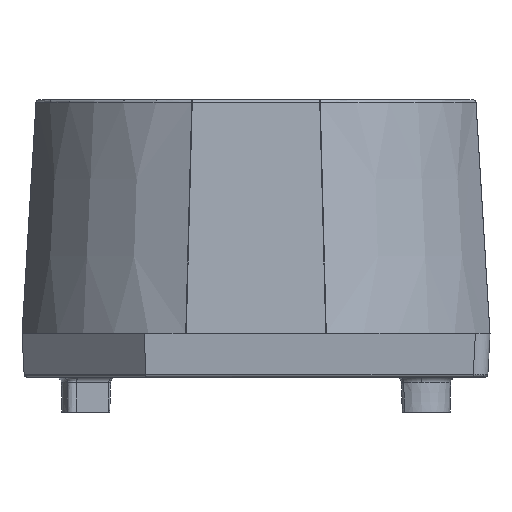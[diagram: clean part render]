
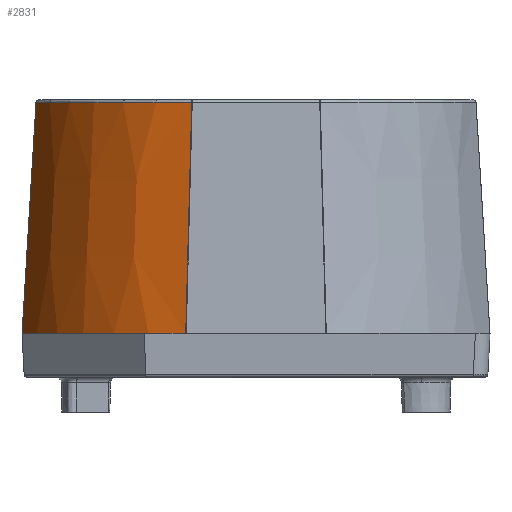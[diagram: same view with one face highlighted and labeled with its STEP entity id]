
A CAD part, front view. The second image highlights one B-rep face of the part: STEP entity #2831.
In plain terms, the highlighted conical face has half-angle 3.75 degrees and reference radius 7.828 mm.
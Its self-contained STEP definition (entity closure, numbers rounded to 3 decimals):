
#149 = B_SPLINE_CURVE_WITH_KNOTS ( 'NONE', 3,
 ( #1404, #229, #3382, #2229, #3282, #3731, #4927, #1092, #4829, #1068 ),
 .UNSPECIFIED., .F., .F.,
 ( 4, 2, 2, 2, 4 ),
 ( 0., 0.015, 0.076, 0.319, 1. ),
 .UNSPECIFIED. ) ;
#229 = CARTESIAN_POINT ( 'NONE',  ( -7.522, -2.198, 9.344 ) ) ;
#308 = ORIENTED_EDGE ( 'NONE', *, *, #2085, .T. ) ;
#342 = CONICAL_SURFACE ( 'NONE', #4862, 7.828, 0.065 ) ;
#541 = ORIENTED_EDGE ( 'NONE', *, *, #3396, .T. ) ;
#545 = DIRECTION ( 'NONE',  ( 0., 0., 1. ) ) ;
#665 = DIRECTION ( 'NONE',  ( 0., 0., 1. ) ) ;
#775 = CARTESIAN_POINT ( 'NONE',  ( -2.401, -7.993, 1.58 ) ) ;
#793 = CARTESIAN_POINT ( 'NONE',  ( -5.905, -5.905, 1.5 ) ) ;
#848 = CARTESIAN_POINT ( 'NONE',  ( -2.197, -7.52, 9.384 ) ) ;
#894 = ORIENTED_EDGE ( 'NONE', *, *, #1715, .T. ) ;
#959 = EDGE_CURVE ( 'NONE', #2133, #1623, #4595, .T. ) ;
#970 = CARTESIAN_POINT ( 'NONE',  ( -2.403, -7.997, 1.5 ) ) ;
#1068 = CARTESIAN_POINT ( 'NONE',  ( -7.997, -2.403, 1.5 ) ) ;
#1092 = CARTESIAN_POINT ( 'NONE',  ( -7.78, -2.31, 5.08 ) ) ;
#1162 = AXIS2_PLACEMENT_3D ( 'NONE', #3589, #545, #4714 ) ;
#1291 = EDGE_LOOP ( 'NONE', ( #308, #4874, #1515, #894, #541 ) ) ;
#1378 = VERTEX_POINT ( 'NONE', #970 ) ;
#1404 = CARTESIAN_POINT ( 'NONE',  ( -7.52, -2.197, 9.384 ) ) ;
#1474 = CARTESIAN_POINT ( 'NONE',  ( -2.244, -7.628, 7.594 ) ) ;
#1511 = CARTESIAN_POINT ( 'NONE',  ( -7.997, -2.403, 1.5 ) ) ;
#1515 = ORIENTED_EDGE ( 'NONE', *, *, #2715, .T. ) ;
#1592 = CARTESIAN_POINT ( 'NONE',  ( -2.391, -7.971, 1.939 ) ) ;
#1623 = VERTEX_POINT ( 'NONE', #4776 ) ;
#1715 = EDGE_CURVE ( 'NONE', #4501, #4525, #2824, .T. ) ;
#1743 = DIRECTION ( 'NONE',  ( 0., -1., 0. ) ) ;
#1952 = B_SPLINE_CURVE_WITH_KNOTS ( 'NONE', 3,
 ( #2152, #3679, #775, #2997, #1592, #3111, #4297, #3512, #1474, #848 ),
 .UNSPECIFIED., .F., .F.,
 ( 4, 2, 2, 2, 4 ),
 ( 0., 0.015, 0.076, 0.319, 1. ),
 .UNSPECIFIED. ) ;
#2041 = DIRECTION ( 'NONE',  ( 0., 0., -1. ) ) ;
#2085 = EDGE_CURVE ( 'NONE', #1378, #2133, #1952, .T. ) ;
#2133 = VERTEX_POINT ( 'NONE', #4157 ) ;
#2152 = CARTESIAN_POINT ( 'NONE',  ( -2.403, -7.997, 1.5 ) ) ;
#2229 = CARTESIAN_POINT ( 'NONE',  ( -7.536, -2.204, 9.105 ) ) ;
#2345 = AXIS2_PLACEMENT_3D ( 'NONE', #2576, #665, #4137 ) ;
#2576 = CARTESIAN_POINT ( 'NONE',  ( 0., 0., 1.5 ) ) ;
#2715 = EDGE_CURVE ( 'NONE', #1623, #4501, #149, .T. ) ;
#2824 = CIRCLE ( 'NONE', #2345, 8.351 ) ;
#2831 = ADVANCED_FACE ( 'NONE', ( #4991 ), #342, .T. ) ;
#2847 = CIRCLE ( 'NONE', #1162, 8.351 ) ;
#2997 = CARTESIAN_POINT ( 'NONE',  ( -2.396, -7.981, 1.779 ) ) ;
#3111 = CARTESIAN_POINT ( 'NONE',  ( -2.371, -7.922, 2.737 ) ) ;
#3282 = CARTESIAN_POINT ( 'NONE',  ( -7.546, -2.208, 8.945 ) ) ;
#3382 = CARTESIAN_POINT ( 'NONE',  ( -7.524, -2.199, 9.304 ) ) ;
#3396 = EDGE_CURVE ( 'NONE', #4525, #1378, #2847, .T. ) ;
#3498 = DIRECTION ( 'NONE',  ( 0., 1., 0. ) ) ;
#3512 = CARTESIAN_POINT ( 'NONE',  ( -2.291, -7.737, 5.804 ) ) ;
#3589 = CARTESIAN_POINT ( 'NONE',  ( 0., 0., 1.5 ) ) ;
#3679 = CARTESIAN_POINT ( 'NONE',  ( -2.402, -7.995, 1.54 ) ) ;
#3731 = CARTESIAN_POINT ( 'NONE',  ( -7.595, -2.229, 8.147 ) ) ;
#3776 = CARTESIAN_POINT ( 'NONE',  ( 0., 0., 9.478 ) ) ;
#4137 = DIRECTION ( 'NONE',  ( 0., -1., 0. ) ) ;
#4157 = CARTESIAN_POINT ( 'NONE',  ( -2.197, -7.52, 9.384 ) ) ;
#4266 = AXIS2_PLACEMENT_3D ( 'NONE', #4391, #2041, #1743 ) ;
#4280 = DIRECTION ( 'NONE',  ( 0., 0., -1. ) ) ;
#4297 = CARTESIAN_POINT ( 'NONE',  ( -2.354, -7.884, 3.376 ) ) ;
#4391 = CARTESIAN_POINT ( 'NONE',  ( 0., 0., 9.384 ) ) ;
#4501 = VERTEX_POINT ( 'NONE', #1511 ) ;
#4525 = VERTEX_POINT ( 'NONE', #793 ) ;
#4595 = CIRCLE ( 'NONE', #4266, 7.834 ) ;
#4714 = DIRECTION ( 'NONE',  ( 0., -1., 0. ) ) ;
#4776 = CARTESIAN_POINT ( 'NONE',  ( -7.52, -2.197, 9.384 ) ) ;
#4829 = CARTESIAN_POINT ( 'NONE',  ( -7.889, -2.356, 3.29 ) ) ;
#4862 = AXIS2_PLACEMENT_3D ( 'NONE', #3776, #4280, #3498 ) ;
#4874 = ORIENTED_EDGE ( 'NONE', *, *, #959, .T. ) ;
#4927 = CARTESIAN_POINT ( 'NONE',  ( -7.633, -2.246, 7.508 ) ) ;
#4991 = FACE_OUTER_BOUND ( 'NONE', #1291, .T. ) ;
